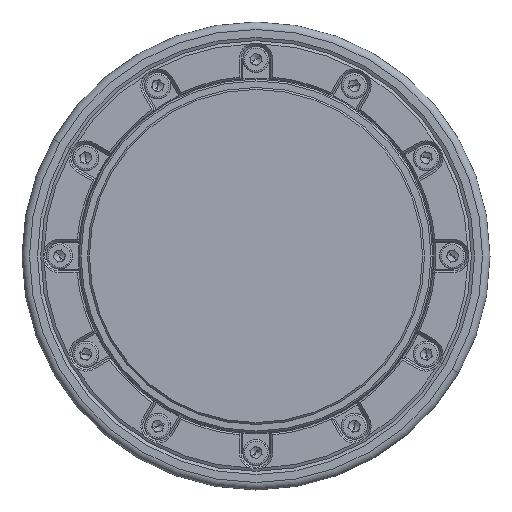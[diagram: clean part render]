
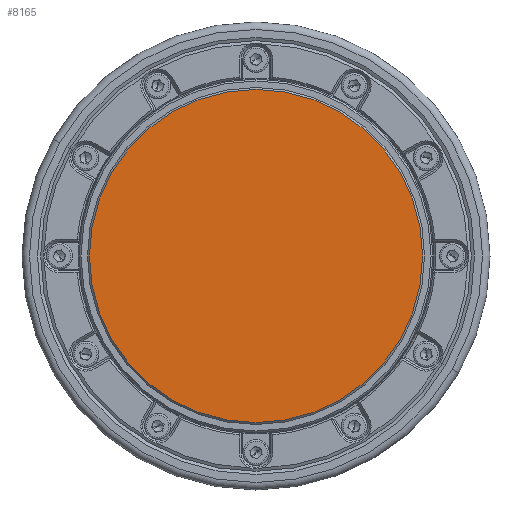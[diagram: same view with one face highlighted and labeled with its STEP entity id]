
A CAD part, left-side view. The second image highlights one B-rep face of the part: STEP entity #8165.
In plain terms, the highlighted planar face has unit normal (-1, 0, 0).
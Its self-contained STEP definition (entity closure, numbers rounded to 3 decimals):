
#422 = AXIS2_PLACEMENT_3D ( 'NONE', #2137, #10981, #3306 ) ;
#1260 = VERTEX_POINT ( 'NONE', #8021 ) ;
#1840 = EDGE_LOOP ( 'NONE', ( #12848, #4958 ) ) ;
#2137 = CARTESIAN_POINT ( 'NONE',  ( 0., 0., 0. ) ) ;
#2531 = CARTESIAN_POINT ( 'NONE',  ( 0., 0., 0. ) ) ;
#3205 = PLANE ( 'NONE',  #4620 ) ;
#3306 = DIRECTION ( 'NONE',  ( 0., 0., 1. ) ) ;
#3625 = CARTESIAN_POINT ( 'NONE',  ( 0., 0., 44.5 ) ) ;
#4018 = EDGE_CURVE ( 'NONE', #12795, #1260, #7831, .T. ) ;
#4620 = AXIS2_PLACEMENT_3D ( 'NONE', #12262, #13137, #7697 ) ;
#4958 = ORIENTED_EDGE ( 'NONE', *, *, #4018, .T. ) ;
#7697 = DIRECTION ( 'NONE',  ( 0., 0., -1. ) ) ;
#7831 = CIRCLE ( 'NONE', #13383, 44.5 ) ;
#8021 = CARTESIAN_POINT ( 'NONE',  ( 0., 0., -44.5 ) ) ;
#8165 = ADVANCED_FACE ( 'NONE', ( #8708 ), #3205, .F. ) ;
#8362 = CIRCLE ( 'NONE', #422, 44.5 ) ;
#8708 = FACE_OUTER_BOUND ( 'NONE', #1840, .T. ) ;
#9861 = EDGE_CURVE ( 'NONE', #1260, #12795, #8362, .T. ) ;
#10981 = DIRECTION ( 'NONE',  ( -1., 0., 0. ) ) ;
#11460 = DIRECTION ( 'NONE',  ( 0., 0., 1. ) ) ;
#12262 = CARTESIAN_POINT ( 'NONE',  ( 0., 0., 0. ) ) ;
#12624 = DIRECTION ( 'NONE',  ( -1., 0., 0. ) ) ;
#12795 = VERTEX_POINT ( 'NONE', #3625 ) ;
#12848 = ORIENTED_EDGE ( 'NONE', *, *, #9861, .T. ) ;
#13137 = DIRECTION ( 'NONE',  ( 1., 0., 0. ) ) ;
#13383 = AXIS2_PLACEMENT_3D ( 'NONE', #2531, #12624, #11460 ) ;
